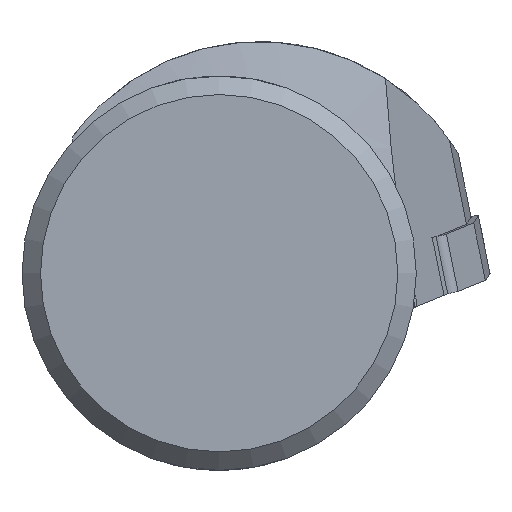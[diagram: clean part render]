
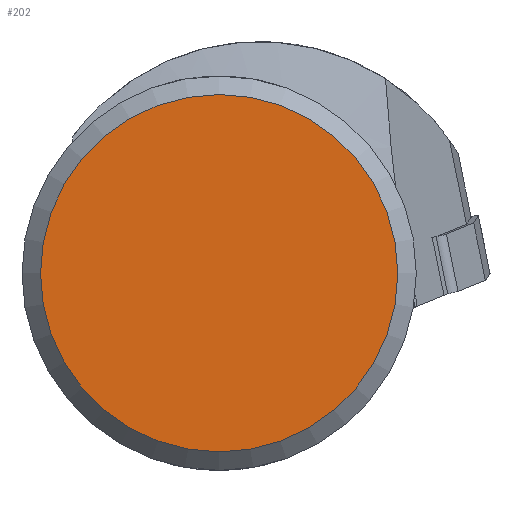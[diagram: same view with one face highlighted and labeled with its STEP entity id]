
A CAD part, front view. The second image highlights one B-rep face of the part: STEP entity #202.
In plain terms, the highlighted planar face has unit normal (0, -1, 0).
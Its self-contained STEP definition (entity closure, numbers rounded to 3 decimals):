
#147=CIRCLE('',#1036,14.5);
#202=ADVANCED_FACE('',(#285),#246,.T.);
#246=PLANE('',#1038);
#285=FACE_OUTER_BOUND('',#347,.T.);
#347=EDGE_LOOP('',(#540));
#540=ORIENTED_EDGE('',*,*,#789,.T.);
#677=VERTEX_POINT('',#1550);
#789=EDGE_CURVE('',#677,#677,#147,.T.);
#1036=AXIS2_PLACEMENT_3D('',#1549,#1260,#1261);
#1038=AXIS2_PLACEMENT_3D('',#1552,#1264,#1265);
#1260=DIRECTION('',(0.,-1.,0.));
#1261=DIRECTION('',(1.,0.,0.));
#1264=DIRECTION('',(0.,-1.,0.));
#1265=DIRECTION('',(0.,0.,1.));
#1549=CARTESIAN_POINT('',(0.,0.,0.));
#1550=CARTESIAN_POINT('',(14.5,0.,0.));
#1552=CARTESIAN_POINT('',(7.25,0.,0.));
